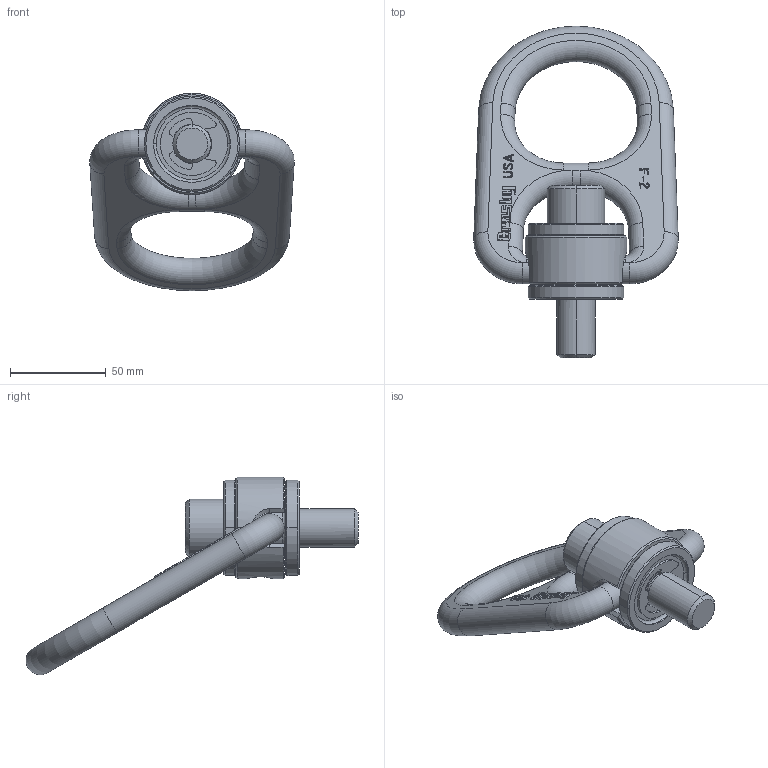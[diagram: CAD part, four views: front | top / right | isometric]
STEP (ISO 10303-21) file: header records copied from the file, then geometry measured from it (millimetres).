
FILE_DESCRIPTION((''),'2;1');
FILE_NAME('CROSBY_HR-1000M_2_1068343','2014-09-17T',('alan doughty'),('The Crosby Group LLC'),'PRO/ENGINEER BY PARAMETRIC TECHNOLOGY CORPORATION, 2014050','PRO/ENGINEER BY PARAMETRIC TECHNOLOGY CORPORATION, 2014050','');
FILE_SCHEMA(('AUTOMOTIVE_DESIGN { 1 0 10303 214 1 1 1 1 }'));
Length unit declared in the file: inch
Products named in the file (1): CROSBY_HR-1000M_2_1068343
Bounding box: 106.65 x 173.16 x 103 mm (x, y, z)
Volume: 203833.6 mm3; surface area: 52299.7 mm2
Topology: 2 solids, 2 shells, 290 faces, 735 edges, 466 vertices
Faces by surface type: plane 148, cylinder 59, torus 27, cone 26, extrusion 16, bspline 12, sphere 2
Entity records: 13070 total; most frequent: CARTESIAN_POINT 3597, ORIENTED_EDGE 1466, DIRECTION 1382, PRESENTATION_STYLE_ASSIGNMENT 735, STYLED_ITEM 735, CURVE_STYLE 733, EDGE_CURVE 733, AXIS2_PLACEMENT_3D 469
